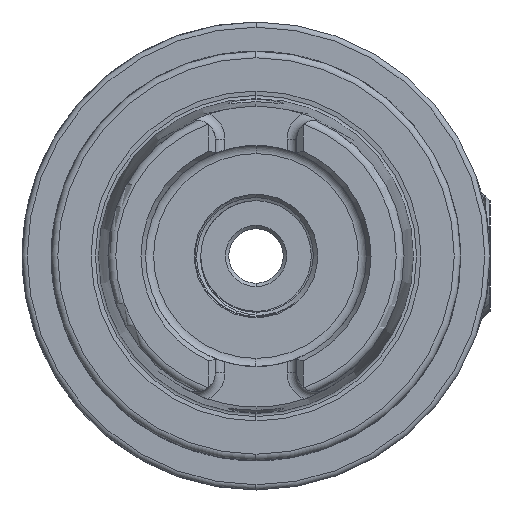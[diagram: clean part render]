
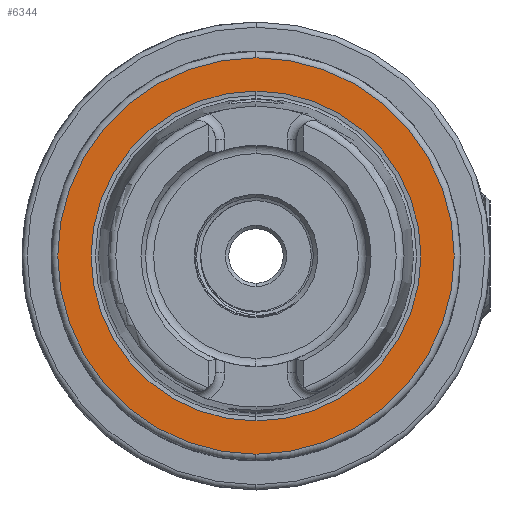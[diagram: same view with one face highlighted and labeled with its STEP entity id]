
A CAD part, left-side view. The second image highlights one B-rep face of the part: STEP entity #6344.
In plain terms, the highlighted planar face has unit normal (-1, 0, 0).
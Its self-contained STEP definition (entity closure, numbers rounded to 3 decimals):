
#312 = ORIENTED_EDGE ( 'NONE', *, *, #30106, .T. ) ;
#585 = CIRCLE ( 'NONE', #37669, 25.369 ) ;
#735 = CIRCLE ( 'NONE', #37527, 30.5 ) ;
#6344 = ADVANCED_FACE ( 'NONE', ( #29550, #29593 ), #10400, .T. ) ;
#7230 = DIRECTION ( 'NONE',  ( -1., 0., 0. ) ) ;
#7243 = CARTESIAN_POINT ( 'NONE',  ( 0., 0., 0. ) ) ;
#7247 = DIRECTION ( 'NONE',  ( 0., 0., 1. ) ) ;
#9516 = CARTESIAN_POINT ( 'NONE',  ( 0., 0., -25.369 ) ) ;
#9611 = CARTESIAN_POINT ( 'NONE',  ( 0., 0., -30.5 ) ) ;
#9616 = CARTESIAN_POINT ( 'NONE',  ( 0., 0., 30.5 ) ) ;
#9619 = CARTESIAN_POINT ( 'NONE',  ( 0., 0., 25.369 ) ) ;
#10400 = PLANE ( 'NONE',  #24554 ) ;
#10406 = DIRECTION ( 'NONE',  ( 0., 0., 1. ) ) ;
#10416 = DIRECTION ( 'NONE',  ( -1., 0., 0. ) ) ;
#10424 = CARTESIAN_POINT ( 'NONE',  ( 0., 25.369, 0. ) ) ;
#11319 = EDGE_CURVE ( 'NONE', #33879, #33866, #585, .T. ) ;
#11474 = EDGE_CURVE ( 'NONE', #33894, #33897, #735, .T. ) ;
#11693 = DIRECTION ( 'NONE',  ( 0., 0., -1. ) ) ;
#11722 = DIRECTION ( 'NONE',  ( 1., 0., 0. ) ) ;
#11727 = CARTESIAN_POINT ( 'NONE',  ( 0., 0., 0. ) ) ;
#13202 = CARTESIAN_POINT ( 'NONE',  ( 0., 0., 0. ) ) ;
#13207 = DIRECTION ( 'NONE',  ( 0., 0., -1. ) ) ;
#13216 = DIRECTION ( 'NONE',  ( 1., 0., 0. ) ) ;
#24410 = AXIS2_PLACEMENT_3D ( 'NONE', #11727, #11722, #11693 ) ;
#24554 = AXIS2_PLACEMENT_3D ( 'NONE', #10424, #10416, #10406 ) ;
#26125 = ORIENTED_EDGE ( 'NONE', *, *, #11319, .T. ) ;
#26132 = ORIENTED_EDGE ( 'NONE', *, *, #11474, .T. ) ;
#26148 = ORIENTED_EDGE ( 'NONE', *, *, #29941, .T. ) ;
#29550 = FACE_OUTER_BOUND ( 'NONE', #29749, .T. ) ;
#29593 = FACE_BOUND ( 'NONE', #29753, .T. ) ;
#29749 = EDGE_LOOP ( 'NONE', ( #26132, #26148 ) ) ;
#29753 = EDGE_LOOP ( 'NONE', ( #26125, #312 ) ) ;
#29941 = EDGE_CURVE ( 'NONE', #33897, #33894, #33521, .T. ) ;
#30106 = EDGE_CURVE ( 'NONE', #33866, #33879, #33641, .T. ) ;
#33521 = CIRCLE ( 'NONE', #37654, 30.5 ) ;
#33641 = CIRCLE ( 'NONE', #24410, 25.369 ) ;
#33866 = VERTEX_POINT ( 'NONE', #9516 ) ;
#33879 = VERTEX_POINT ( 'NONE', #9619 ) ;
#33894 = VERTEX_POINT ( 'NONE', #9616 ) ;
#33897 = VERTEX_POINT ( 'NONE', #9611 ) ;
#37527 = AXIS2_PLACEMENT_3D ( 'NONE', #38802, #38778, #38784 ) ;
#37654 = AXIS2_PLACEMENT_3D ( 'NONE', #7243, #7230, #7247 ) ;
#37669 = AXIS2_PLACEMENT_3D ( 'NONE', #13202, #13216, #13207 ) ;
#38778 = DIRECTION ( 'NONE',  ( -1., 0., 0. ) ) ;
#38784 = DIRECTION ( 'NONE',  ( 0., 0., 1. ) ) ;
#38802 = CARTESIAN_POINT ( 'NONE',  ( 0., 0., 0. ) ) ;
